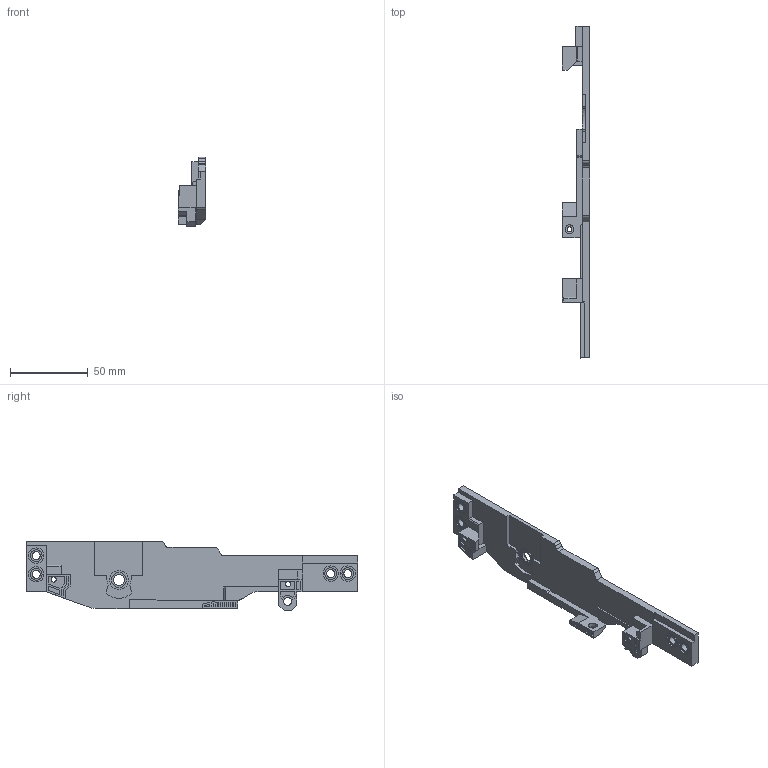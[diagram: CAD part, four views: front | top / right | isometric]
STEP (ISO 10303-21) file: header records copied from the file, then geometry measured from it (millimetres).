
FILE_DESCRIPTION(/* description */ (''),/* implementation_level */ '2;1');
FILE_NAME(/* name */ '14.1-receiver-left-flat.step',/* time_stamp */ '2022-04-06T21:22:53+01:00',/* author */ (''),/* organization */ (''),/* preprocessor_version */ 'ST-DEVELOPER v18.1',/* originating_system */ 'Autodesk Translation Framework v10.13.0.1454',/* authorisation */ '');
FILE_SCHEMA (('AUTOMOTIVE_DESIGN { 1 0 10303 214 3 1 1 }'));
Length unit declared in the file: millimetre
Products named in the file (1): 14.1-receiver-left-flat
Bounding box: 17.5 x 213 x 44.78 mm (x, y, z)
Volume: 39132.8 mm3; surface area: 20895.1 mm2
Topology: 1 solids, 1 shells, 266 faces, 675 edges, 441 vertices
Faces by surface type: plane 220, cylinder 34, cone 11, bspline 1
Full cylindrical faces by diameter (mm): 3.1 x1, 3.3 x2, 5.1 x1, 5.15 x4, 5.6 x1, 5.8 x2, 7.2 x1, 7.55 x4, 9.6 x1, 9.85 x4, 12 x1
Entity records: 7996 total; most frequent: CARTESIAN_POINT 1407, ORIENTED_EDGE 1350, DIRECTION 1305, EDGE_CURVE 675, LINE 573, VECTOR 573, VERTEX_POINT 441, AXIS2_PLACEMENT_3D 366
